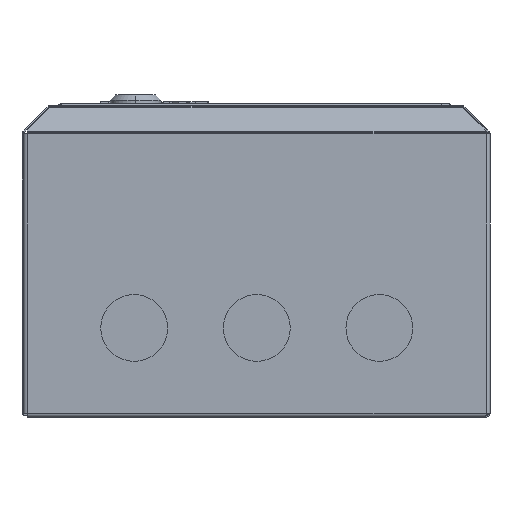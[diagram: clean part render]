
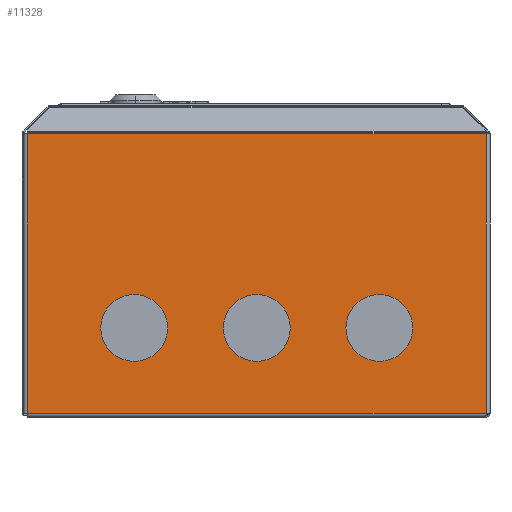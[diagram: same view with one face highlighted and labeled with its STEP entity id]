
A CAD part, front view. The second image highlights one B-rep face of the part: STEP entity #11328.
In plain terms, the highlighted planar face has unit normal (0, -1, 0).
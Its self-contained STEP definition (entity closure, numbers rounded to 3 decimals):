
#145 = DIRECTION ( 'NONE',  ( 0., 0., -1. ) ) ;
#199 = EDGE_CURVE ( 'NONE', #13480, #18971, #4472, .T. ) ;
#274 = CARTESIAN_POINT ( 'NONE',  ( -49.65, 0., 38.3 ) ) ;
#532 = CARTESIAN_POINT ( 'NONE',  ( -144.65, 0., 38.3 ) ) ;
#548 = ORIENTED_EDGE ( 'NONE', *, *, #8111, .F. ) ;
#1434 = EDGE_LOOP ( 'NONE', ( #3911, #25672 ) ) ;
#2128 = EDGE_LOOP ( 'NONE', ( #26249, #25938 ) ) ;
#2181 = AXIS2_PLACEMENT_3D ( 'NONE', #5595, #20367, #7751 ) ;
#2213 = CARTESIAN_POINT ( 'NONE',  ( -207.6, 0., 125.4 ) ) ;
#2426 = DIRECTION ( 'NONE',  ( 1., 0., 0. ) ) ;
#3166 = CARTESIAN_POINT ( 'NONE',  ( 0., 0., 0. ) ) ;
#3911 = ORIENTED_EDGE ( 'NONE', *, *, #5571, .F. ) ;
#4472 = CIRCLE ( 'NONE', #14093, 15. ) ;
#4720 = CARTESIAN_POINT ( 'NONE',  ( -1.7, 0., 0. ) ) ;
#5357 = ORIENTED_EDGE ( 'NONE', *, *, #12981, .T. ) ;
#5571 = EDGE_CURVE ( 'NONE', #18155, #17547, #6291, .T. ) ;
#5595 = CARTESIAN_POINT ( 'NONE',  ( -159.65, 0., 38.3 ) ) ;
#5685 = CARTESIAN_POINT ( 'NONE',  ( -1.7, 0., 125.4 ) ) ;
#5915 = AXIS2_PLACEMENT_3D ( 'NONE', #20945, #8332, #23092 ) ;
#5917 = DIRECTION ( 'NONE',  ( -1., 0., 0. ) ) ;
#6083 = CARTESIAN_POINT ( 'NONE',  ( -159.65, 0., 38.3 ) ) ;
#6291 = CIRCLE ( 'NONE', #10420, 15. ) ;
#6594 = VERTEX_POINT ( 'NONE', #2213 ) ;
#6778 = ORIENTED_EDGE ( 'NONE', *, *, #19165, .T. ) ;
#7281 = EDGE_CURVE ( 'NONE', #15567, #20475, #18700, .T. ) ;
#7741 = EDGE_CURVE ( 'NONE', #18971, #13480, #14386, .T. ) ;
#7751 = DIRECTION ( 'NONE',  ( -1., 0., 0. ) ) ;
#8111 = EDGE_CURVE ( 'NONE', #22835, #18742, #18707, .T. ) ;
#8332 = DIRECTION ( 'NONE',  ( 0., -1., 0. ) ) ;
#8403 = LINE ( 'NONE', #18518, #9066 ) ;
#8841 = EDGE_LOOP ( 'NONE', ( #12168, #548, #6778, #5357 ) ) ;
#8901 = FACE_OUTER_BOUND ( 'NONE', #8841, .T. ) ;
#8924 = CARTESIAN_POINT ( 'NONE',  ( -207.6, 0., 125.4 ) ) ;
#9066 = VECTOR ( 'NONE', #5917, 1000. ) ;
#9586 = CIRCLE ( 'NONE', #5915, 15. ) ;
#10420 = AXIS2_PLACEMENT_3D ( 'NONE', #6083, #25434, #25368 ) ;
#10474 = CARTESIAN_POINT ( 'NONE',  ( -104.65, 0., 38.3 ) ) ;
#11066 = CARTESIAN_POINT ( 'NONE',  ( -174.65, 0., 38.3 ) ) ;
#11328 = ADVANCED_FACE ( 'NONE', ( #20065, #25758, #15086, #8901 ), #11382, .T. ) ;
#11382 = PLANE ( 'NONE',  #15074 ) ;
#11440 = EDGE_CURVE ( 'NONE', #18742, #26540, #18724, .T. ) ;
#11547 = CARTESIAN_POINT ( 'NONE',  ( -1.7, 0., 125.4 ) ) ;
#11643 = DIRECTION ( 'NONE',  ( -1., 0., 0. ) ) ;
#12168 = ORIENTED_EDGE ( 'NONE', *, *, #11440, .F. ) ;
#12553 = CARTESIAN_POINT ( 'NONE',  ( -34.65, 0., 38.3 ) ) ;
#12556 = DIRECTION ( 'NONE',  ( 1., 0., 0. ) ) ;
#12981 = EDGE_CURVE ( 'NONE', #6594, #26540, #13361, .T. ) ;
#13107 = VECTOR ( 'NONE', #24218, 1000. ) ;
#13361 = LINE ( 'NONE', #8924, #18969 ) ;
#13475 = DIRECTION ( 'NONE',  ( 1., 0., 0. ) ) ;
#13480 = VERTEX_POINT ( 'NONE', #15075 ) ;
#14093 = AXIS2_PLACEMENT_3D ( 'NONE', #20688, #20775, #20871 ) ;
#14099 = ORIENTED_EDGE ( 'NONE', *, *, #24672, .F. ) ;
#14386 = CIRCLE ( 'NONE', #18895, 15. ) ;
#14679 = CARTESIAN_POINT ( 'NONE',  ( -64.65, 0., 38.3 ) ) ;
#15074 = AXIS2_PLACEMENT_3D ( 'NONE', #21928, #26211, #13475 ) ;
#15075 = CARTESIAN_POINT ( 'NONE',  ( -119.65, 0., 38.3 ) ) ;
#15086 = FACE_BOUND ( 'NONE', #2128, .T. ) ;
#15136 = DIRECTION ( 'NONE',  ( 0., -1., 0. ) ) ;
#15334 = EDGE_CURVE ( 'NONE', #17547, #18155, #19448, .T. ) ;
#15567 = VERTEX_POINT ( 'NONE', #14679 ) ;
#16874 = CARTESIAN_POINT ( 'NONE',  ( -207.6, 0., 0. ) ) ;
#17547 = VERTEX_POINT ( 'NONE', #11066 ) ;
#18041 = VECTOR ( 'NONE', #11643, 1000. ) ;
#18155 = VERTEX_POINT ( 'NONE', #532 ) ;
#18518 = CARTESIAN_POINT ( 'NONE',  ( 0., 0., 125.4 ) ) ;
#18700 = CIRCLE ( 'NONE', #25692, 15. ) ;
#18707 = LINE ( 'NONE', #11547, #13107 ) ;
#18724 = LINE ( 'NONE', #3166, #18041 ) ;
#18742 = VERTEX_POINT ( 'NONE', #4720 ) ;
#18895 = AXIS2_PLACEMENT_3D ( 'NONE', #10474, #25276, #12556 ) ;
#18969 = VECTOR ( 'NONE', #145, 1000. ) ;
#18971 = VERTEX_POINT ( 'NONE', #24414 ) ;
#19165 = EDGE_CURVE ( 'NONE', #22835, #6594, #8403, .T. ) ;
#19448 = CIRCLE ( 'NONE', #2181, 15. ) ;
#20062 = EDGE_LOOP ( 'NONE', ( #14099, #26350 ) ) ;
#20065 = FACE_BOUND ( 'NONE', #1434, .T. ) ;
#20367 = DIRECTION ( 'NONE',  ( 0., -1., 0. ) ) ;
#20475 = VERTEX_POINT ( 'NONE', #12553 ) ;
#20688 = CARTESIAN_POINT ( 'NONE',  ( -104.65, 0., 38.3 ) ) ;
#20775 = DIRECTION ( 'NONE',  ( 0., -1., 0. ) ) ;
#20871 = DIRECTION ( 'NONE',  ( 1., 0., 0. ) ) ;
#20945 = CARTESIAN_POINT ( 'NONE',  ( -49.65, 0., 38.3 ) ) ;
#21928 = CARTESIAN_POINT ( 'NONE',  ( 0., 0., 125.4 ) ) ;
#22835 = VERTEX_POINT ( 'NONE', #5685 ) ;
#23092 = DIRECTION ( 'NONE',  ( 1., 0., 0. ) ) ;
#24218 = DIRECTION ( 'NONE',  ( 0., 0., -1. ) ) ;
#24414 = CARTESIAN_POINT ( 'NONE',  ( -89.65, 0., 38.3 ) ) ;
#24672 = EDGE_CURVE ( 'NONE', #20475, #15567, #9586, .T. ) ;
#25276 = DIRECTION ( 'NONE',  ( 0., -1., 0. ) ) ;
#25368 = DIRECTION ( 'NONE',  ( -1., 0., 0. ) ) ;
#25434 = DIRECTION ( 'NONE',  ( 0., -1., 0. ) ) ;
#25672 = ORIENTED_EDGE ( 'NONE', *, *, #15334, .F. ) ;
#25692 = AXIS2_PLACEMENT_3D ( 'NONE', #274, #15136, #2426 ) ;
#25758 = FACE_BOUND ( 'NONE', #20062, .T. ) ;
#25938 = ORIENTED_EDGE ( 'NONE', *, *, #199, .F. ) ;
#26211 = DIRECTION ( 'NONE',  ( 0., -1., 0. ) ) ;
#26249 = ORIENTED_EDGE ( 'NONE', *, *, #7741, .F. ) ;
#26350 = ORIENTED_EDGE ( 'NONE', *, *, #7281, .F. ) ;
#26540 = VERTEX_POINT ( 'NONE', #16874 ) ;
